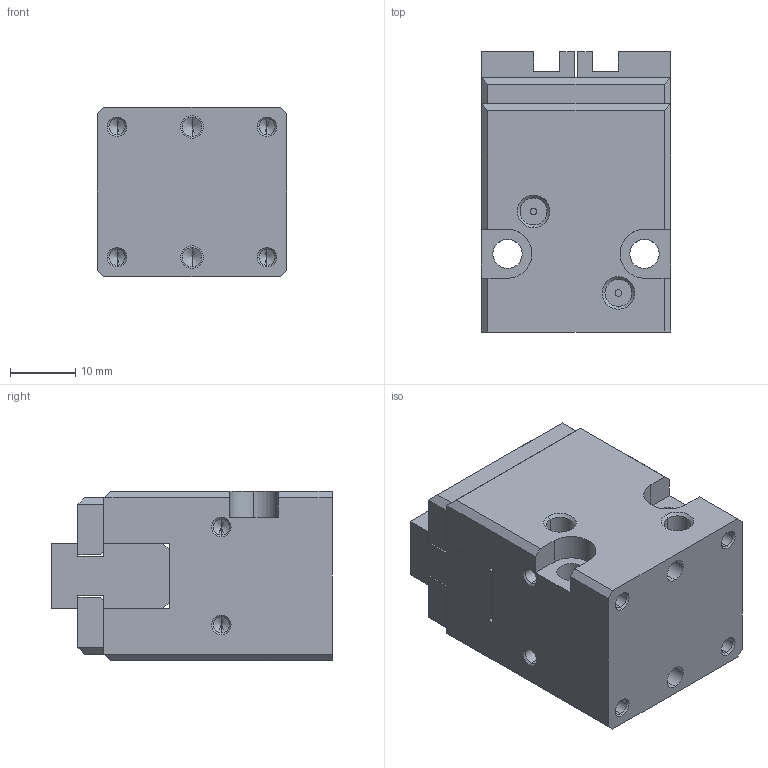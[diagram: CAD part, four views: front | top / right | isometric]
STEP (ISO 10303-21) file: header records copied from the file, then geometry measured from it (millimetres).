
FILE_DESCRIPTION( ( '' ), '1' );
FILE_NAME( 'opl30_ol671pbl_0_2_03.stp', '2010-10-20T09:44:59', ( '' ), ( '' ), ' ', ' ', ' ' );
FILE_SCHEMA( ( 'CONFIG_CONTROL_DESIGN' ) );
Length unit declared in the file: millimetre
Products named in the file (3): 1; 2; 3
Bounding box: 29 x 43 x 26 mm (x, y, z)
Volume: 27825.3 mm3; surface area: 10630.3 mm2
Topology: 3 solids, 3 shells, 210 faces, 516 edges, 306 vertices
Faces by surface type: plane 102, cone 56, cylinder 52
Entity records: 6040 total; most frequent: DIRECTION 1046, CARTESIAN_POINT 1007, ORIENTED_EDGE 976, EDGE_CURVE 488, LINE 356, VECTOR 356, AXIS2_PLACEMENT_3D 345, VERTEX_POINT 306
